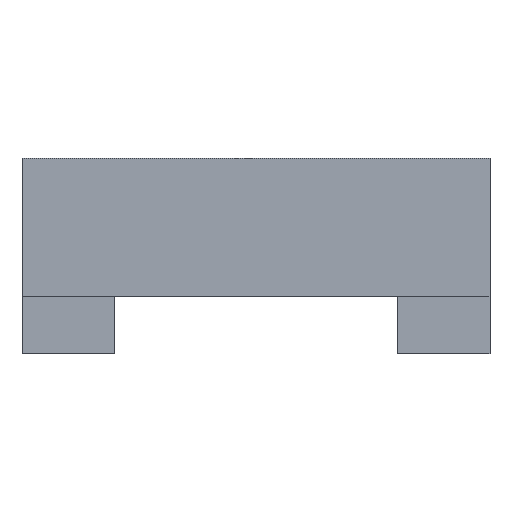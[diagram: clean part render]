
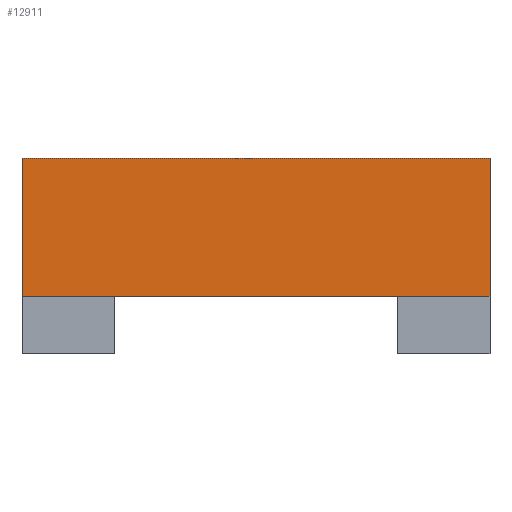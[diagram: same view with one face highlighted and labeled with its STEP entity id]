
A CAD part, front view. The second image highlights one B-rep face of the part: STEP entity #12911.
In plain terms, the highlighted planar face has unit normal (0, -1, 0).
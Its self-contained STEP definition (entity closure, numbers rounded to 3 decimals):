
#3674 = PLANE('',#3675);
#3675 = AXIS2_PLACEMENT_3D('',#3676,#3677,#3678);
#3676 = CARTESIAN_POINT('',(-0.424,-91.667,259.));
#3677 = DIRECTION('',(1.,0.,0.));
#3678 = DIRECTION('',(0.,0.,1.));
#7558 = VERTEX_POINT('',#7559);
#7559 = CARTESIAN_POINT('',(-0.424,-86.407,
    252.605));
#7572 = PLANE('',#7573);
#7573 = AXIS2_PLACEMENT_3D('',#7574,#7575,#7576);
#7574 = CARTESIAN_POINT('',(14.291,-91.553,252.605));
#7575 = DIRECTION('',(0.,0.,1.));
#7576 = DIRECTION('',(1.,0.,0.));
#7583 = EDGE_CURVE('',#7584,#7558,#7586,.T.);
#7584 = VERTEX_POINT('',#7585);
#7585 = CARTESIAN_POINT('',(-0.424,-86.407,
    234.616));
#7586 = SURFACE_CURVE('',#7587,(#7591,#7597),.PCURVE_S1.);
#7587 = LINE('',#7588,#7589);
#7588 = CARTESIAN_POINT('',(-0.424,-86.407,129.5));
#7589 = VECTOR('',#7590,1.);
#7590 = DIRECTION('',(0.,0.,1.));
#7591 = PCURVE('',#3674,#7592);
#7592 = DEFINITIONAL_REPRESENTATION('',(#7593),#7596);
#7593 = B_SPLINE_CURVE_WITH_KNOTS('',1,(#7594,#7595),.UNSPECIFIED.,.F.,
  .F.,(2,2),(103.315,124.915),.PIECEWISE_BEZIER_KNOTS.);
#7594 = CARTESIAN_POINT('',(-26.185,-5.261));
#7595 = CARTESIAN_POINT('',(-4.585,-5.261));
#7596 = ( GEOMETRIC_REPRESENTATION_CONTEXT(2) 
PARAMETRIC_REPRESENTATION_CONTEXT() REPRESENTATION_CONTEXT('2D SPACE',''
  ) );
#7597 = PCURVE('',#7598,#7603);
#7598 = PLANE('',#7599);
#7599 = AXIS2_PLACEMENT_3D('',#7600,#7601,#7602);
#7600 = CARTESIAN_POINT('',(0.,-86.407,0.));
#7601 = DIRECTION('',(0.,-1.,0.));
#7602 = DIRECTION('',(0.,0.,-1.));
#7603 = DEFINITIONAL_REPRESENTATION('',(#7604),#7607);
#7604 = B_SPLINE_CURVE_WITH_KNOTS('',1,(#7605,#7606),.UNSPECIFIED.,.F.,
  .F.,(2,2),(103.315,124.915),.PIECEWISE_BEZIER_KNOTS.);
#7605 = CARTESIAN_POINT('',(-232.815,-0.424));
#7606 = CARTESIAN_POINT('',(-254.415,-0.424));
#7607 = ( GEOMETRIC_REPRESENTATION_CONTEXT(2) 
PARAMETRIC_REPRESENTATION_CONTEXT() REPRESENTATION_CONTEXT('2D SPACE',''
  ) );
#7624 = PLANE('',#7625);
#7625 = AXIS2_PLACEMENT_3D('',#7626,#7627,#7628);
#7626 = CARTESIAN_POINT('',(-31.045,-84.62,234.616)
  );
#7627 = DIRECTION('',(0.,0.,
    -1.));
#7628 = DIRECTION('',(0.,-1.,0.));
#11966 = PLANE('',#11967);
#11967 = AXIS2_PLACEMENT_3D('',#11968,#11969,#11970);
#11968 = CARTESIAN_POINT('',(-61.422,7.569,262.));
#11969 = DIRECTION('',(-1.,0.,0.));
#11970 = DIRECTION('',(0.,0.,-1.));
#12802 = EDGE_CURVE('',#12803,#7584,#12805,.T.);
#12803 = VERTEX_POINT('',#12804);
#12804 = CARTESIAN_POINT('',(-61.422,-86.407,
    234.616));
#12805 = SURFACE_CURVE('',#12806,(#12810,#12816),.PCURVE_S1.);
#12806 = LINE('',#12807,#12808);
#12807 = CARTESIAN_POINT('',(-15.523,-86.407,234.616)
  );
#12808 = VECTOR('',#12809,1.);
#12809 = DIRECTION('',(1.,0.,0.));
#12810 = PCURVE('',#7624,#12811);
#12811 = DEFINITIONAL_REPRESENTATION('',(#12812),#12815);
#12812 = B_SPLINE_CURVE_WITH_KNOTS('',1,(#12813,#12814),.UNSPECIFIED.,
  .F.,.F.,(2,2),(-52.,21.199),
  .PIECEWISE_BEZIER_KNOTS.);
#12813 = CARTESIAN_POINT('',(1.787,36.477));
#12814 = CARTESIAN_POINT('',(1.787,-36.721));
#12815 = ( GEOMETRIC_REPRESENTATION_CONTEXT(2) 
PARAMETRIC_REPRESENTATION_CONTEXT() REPRESENTATION_CONTEXT('2D SPACE',''
  ) );
#12816 = PCURVE('',#7598,#12817);
#12817 = DEFINITIONAL_REPRESENTATION('',(#12818),#12821);
#12818 = B_SPLINE_CURVE_WITH_KNOTS('',1,(#12819,#12820),.UNSPECIFIED.,
  .F.,.F.,(2,2),(-52.,21.199),
  .PIECEWISE_BEZIER_KNOTS.);
#12819 = CARTESIAN_POINT('',(-234.616,-67.522));
#12820 = CARTESIAN_POINT('',(-234.616,5.676));
#12821 = ( GEOMETRIC_REPRESENTATION_CONTEXT(2) 
PARAMETRIC_REPRESENTATION_CONTEXT() REPRESENTATION_CONTEXT('2D SPACE',''
  ) );
#12911 = ADVANCED_FACE('',(#12912),#7598,.T.);
#12912 = FACE_BOUND('',#12913,.T.);
#12913 = EDGE_LOOP('',(#12914,#12935,#12954,#12955));
#12914 = ORIENTED_EDGE('',*,*,#12915,.T.);
#12915 = EDGE_CURVE('',#7558,#12916,#12918,.T.);
#12916 = VERTEX_POINT('',#12917);
#12917 = CARTESIAN_POINT('',(-61.422,-86.407,
    252.605));
#12918 = SURFACE_CURVE('',#12919,(#12923,#12929),.PCURVE_S1.);
#12919 = LINE('',#12920,#12921);
#12920 = CARTESIAN_POINT('',(7.146,-86.407,252.605));
#12921 = VECTOR('',#12922,1.);
#12922 = DIRECTION('',(-1.,0.,0.));
#12923 = PCURVE('',#7598,#12924);
#12924 = DEFINITIONAL_REPRESENTATION('',(#12925),#12928);
#12925 = B_SPLINE_CURVE_WITH_KNOTS('',1,(#12926,#12927),.UNSPECIFIED.,
  .F.,.F.,(2,2),(1.469,74.668),
  .PIECEWISE_BEZIER_KNOTS.);
#12926 = CARTESIAN_POINT('',(-252.605,5.676));
#12927 = CARTESIAN_POINT('',(-252.605,-67.522));
#12928 = ( GEOMETRIC_REPRESENTATION_CONTEXT(2) 
PARAMETRIC_REPRESENTATION_CONTEXT() REPRESENTATION_CONTEXT('2D SPACE',''
  ) );
#12929 = PCURVE('',#7572,#12930);
#12930 = DEFINITIONAL_REPRESENTATION('',(#12931),#12934);
#12931 = B_SPLINE_CURVE_WITH_KNOTS('',1,(#12932,#12933),.UNSPECIFIED.,
  .F.,.F.,(2,2),(1.469,74.668),
  .PIECEWISE_BEZIER_KNOTS.);
#12932 = CARTESIAN_POINT('',(-8.615,5.146));
#12933 = CARTESIAN_POINT('',(-81.813,5.146));
#12934 = ( GEOMETRIC_REPRESENTATION_CONTEXT(2) 
PARAMETRIC_REPRESENTATION_CONTEXT() REPRESENTATION_CONTEXT('2D SPACE',''
  ) );
#12935 = ORIENTED_EDGE('',*,*,#12936,.T.);
#12936 = EDGE_CURVE('',#12916,#12803,#12937,.T.);
#12937 = SURFACE_CURVE('',#12938,(#12942,#12948),.PCURVE_S1.);
#12938 = LINE('',#12939,#12940);
#12939 = CARTESIAN_POINT('',(-61.422,-86.407,131.));
#12940 = VECTOR('',#12941,1.);
#12941 = DIRECTION('',(-0.,-0.,-1.));
#12942 = PCURVE('',#7598,#12943);
#12943 = DEFINITIONAL_REPRESENTATION('',(#12944),#12947);
#12944 = B_SPLINE_CURVE_WITH_KNOTS('',1,(#12945,#12946),.UNSPECIFIED.,
  .F.,.F.,(2,2),(-123.415,-101.815),
  .PIECEWISE_BEZIER_KNOTS.);
#12945 = CARTESIAN_POINT('',(-254.415,-61.422));
#12946 = CARTESIAN_POINT('',(-232.815,-61.422));
#12947 = ( GEOMETRIC_REPRESENTATION_CONTEXT(2) 
PARAMETRIC_REPRESENTATION_CONTEXT() REPRESENTATION_CONTEXT('2D SPACE',''
  ) );
#12948 = PCURVE('',#11966,#12949);
#12949 = DEFINITIONAL_REPRESENTATION('',(#12950),#12953);
#12950 = B_SPLINE_CURVE_WITH_KNOTS('',1,(#12951,#12952),.UNSPECIFIED.,
  .F.,.F.,(2,2),(-123.415,-101.815),
  .PIECEWISE_BEZIER_KNOTS.);
#12951 = CARTESIAN_POINT('',(7.585,93.976));
#12952 = CARTESIAN_POINT('',(29.185,93.976));
#12953 = ( GEOMETRIC_REPRESENTATION_CONTEXT(2) 
PARAMETRIC_REPRESENTATION_CONTEXT() REPRESENTATION_CONTEXT('2D SPACE',''
  ) );
#12954 = ORIENTED_EDGE('',*,*,#12802,.T.);
#12955 = ORIENTED_EDGE('',*,*,#7583,.T.);
